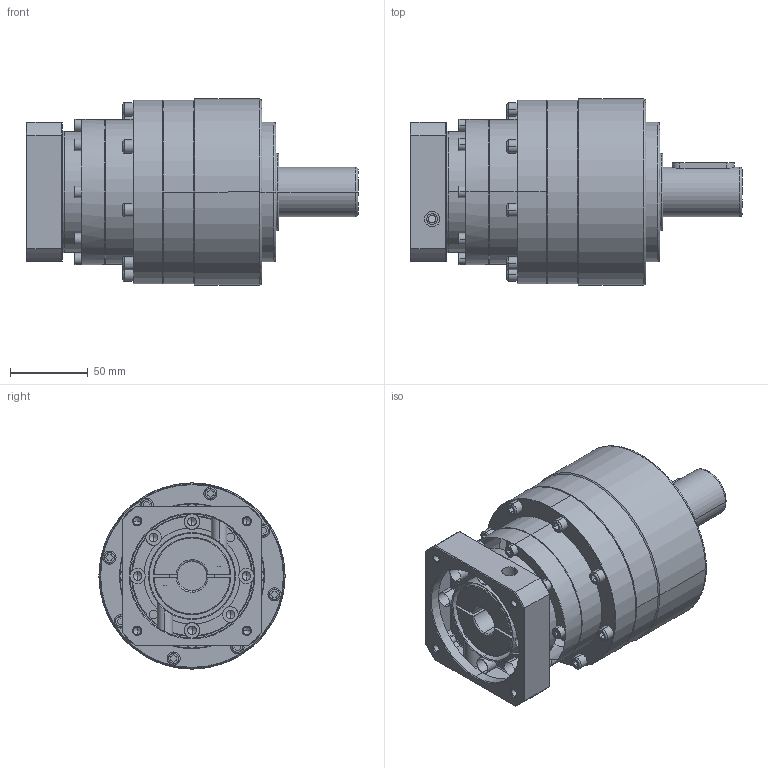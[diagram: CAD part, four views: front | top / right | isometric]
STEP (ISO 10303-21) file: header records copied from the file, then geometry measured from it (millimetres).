
FILE_DESCRIPTION (( 'STEP AP214' ), '1' );
FILE_NAME ('PE120-L2-19-80-100M6.STEP', '2024-01-06T05:18:39', ( 'admin' ), ( '' ), 'SwSTEP 2.0', 'SolidWorks 2013', '' );
FILE_SCHEMA (( 'AUTOMOTIVE_DESIGN' ));
Length unit declared in the file: millimetre
Products named in the file (4): PE120-L2-19-80-100M6; PB115-L2; PB090-80-100M6; PE120
Assembly tree (3 placements, depth 2):
  PE120-L2-19-80-100M6
    PB115-L2
    PB090-80-100M6
    PE120
Bounding box: 214 x 120 x 120 mm (x, y, z)
Volume: 1418782.3 mm3; surface area: 144467.1 mm2
Topology: 3 solids, 3 shells, 521 faces, 1252 edges, 758 vertices
Faces by surface type: plane 191, cylinder 184, cone 97, bspline 49
Entity records: 22105 total; most frequent: CARTESIAN_POINT 4362, DIRECTION 2548, ORIENTED_EDGE 2396, EDGE_CURVE 1198, AXIS2_PLACEMENT_3D 966, VERTEX_POINT 756, EDGE_LOOP 620, LINE 616
